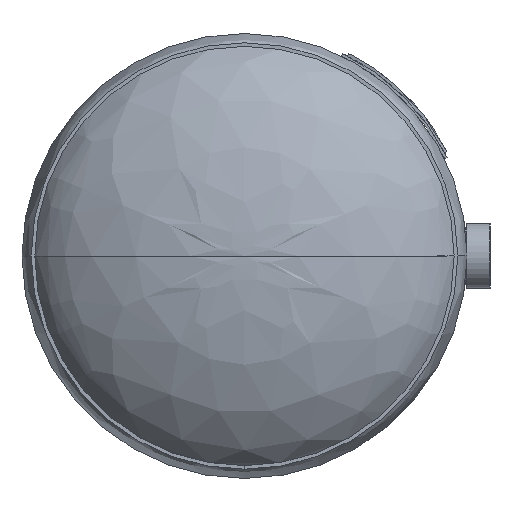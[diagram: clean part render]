
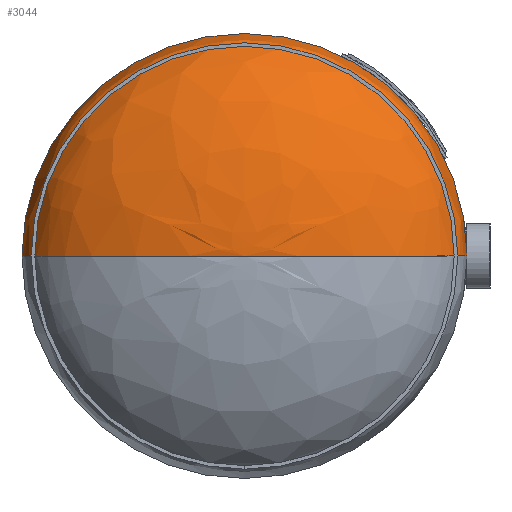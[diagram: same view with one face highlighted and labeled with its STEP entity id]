
A CAD part, left-side view. The second image highlights one B-rep face of the part: STEP entity #3044.
In plain terms, the highlighted free-form (B-spline) face has degree [3, 3] with [4, 4] control points.
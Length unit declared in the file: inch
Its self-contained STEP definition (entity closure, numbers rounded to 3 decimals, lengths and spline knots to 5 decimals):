
#67 = CARTESIAN_POINT ( 'NONE',  ( 0., 1.0125, 0. ) ) ;
#383 = CARTESIAN_POINT ( 'NONE',  ( -3.51472, 4.062, 0. ) ) ;
#403 = VERTEX_POINT ( 'NONE', #1555 ) ;
#418 = CARTESIAN_POINT ( 'NONE',  ( 3.51472, 4.062, 7.02944 ) ) ;
#832 = EDGE_LOOP ( 'NONE', ( #1408, #6756, #2201, #1027 ) ) ;
#1022 = VERTEX_POINT ( 'NONE', #4596 ) ;
#1027 = ORIENTED_EDGE ( 'NONE', *, *, #2061, .F. ) ;
#1408 = ORIENTED_EDGE ( 'NONE', *, *, #4207, .F. ) ;
#1463 = CARTESIAN_POINT ( 'NONE',  ( 0., 4.062, 0. ) ) ;
#1555 = CARTESIAN_POINT ( 'NONE',  ( -6., 1.0125, 0. ) ) ;
#1817 = CARTESIAN_POINT ( 'NONE',  ( 0., 4.062, 0. ) ) ;
#2031 = CARTESIAN_POINT ( 'NONE',  ( 0., 4.062, 0. ) ) ;
#2061 = EDGE_CURVE ( 'NONE', #2893, #1022, #6085, .T. ) ;
#2133 = CARTESIAN_POINT ( 'NONE',  ( 6., 1.0125, 0. ) ) ;
#2201 = ORIENTED_EDGE ( 'NONE', *, *, #7061, .F. ) ;
#2282 = EDGE_CURVE ( 'NONE', #7478, #403, #3679, .T. ) ;
#2314 = CARTESIAN_POINT ( 'NONE',  ( -6., 2.79886, 0. ) ) ;
#2321 = DIRECTION ( 'NONE',  ( 0., -1., 0. ) ) ;
#2716 = CARTESIAN_POINT ( 'NONE',  ( 6., 2.79886, 12. ) ) ;
#2749 = CARTESIAN_POINT ( 'NONE',  ( 6., 2.79886, 0. ) ) ;
#2784 = CARTESIAN_POINT ( 'NONE',  ( -6., 1.0125, 12. ) ) ;
#2893 = VERTEX_POINT ( 'NONE', #6728 ) ;
#2968 = CARTESIAN_POINT ( 'NONE',  ( -6., 2.79886, 12. ) ) ;
#3044 = ADVANCED_FACE ( 'NONE', ( #4900 ), #7288, .F. ) ;
#3327 = CARTESIAN_POINT ( 'NONE',  ( -6., 2.79886, 0. ) ) ;
#3421 = DIRECTION ( 'NONE',  ( 0., 0., -1. ) ) ;
#3554 = AXIS2_PLACEMENT_3D ( 'NONE', #67, #2321, #4118 ) ;
#3679 =( BOUNDED_CURVE ( )  B_SPLINE_CURVE ( 3, ( #1817, #5218, #2314, #4646 ),
 .UNSPECIFIED., .F., .T. ) 
 B_SPLINE_CURVE_WITH_KNOTS ( ( 4, 4 ),
 ( 1.5708, 3.14159 ),
 .UNSPECIFIED. ) 
 CURVE ( )  GEOMETRIC_REPRESENTATION_ITEM ( )  RATIONAL_B_SPLINE_CURVE ( ( 1., 0.805, 0.805, 1. ) ) 
 REPRESENTATION_ITEM ( '' )  );
#3755 = CARTESIAN_POINT ( 'NONE',  ( 0., 4.062, 0. ) ) ;
#3761 = AXIS2_PLACEMENT_3D ( 'NONE', #4571, #6193, #3421 ) ;
#3792 = CARTESIAN_POINT ( 'NONE',  ( 3.51472, 4.062, 0. ) ) ;
#3936 = CARTESIAN_POINT ( 'NONE',  ( 0., 4.062, 0. ) ) ;
#4118 = DIRECTION ( 'NONE',  ( 0., 0., -1. ) ) ;
#4207 = EDGE_CURVE ( 'NONE', #7478, #2893, #4458, .T. ) ;
#4366 = CARTESIAN_POINT ( 'NONE',  ( 0., 4.062, 0. ) ) ;
#4458 =( BOUNDED_CURVE ( )  B_SPLINE_CURVE ( 3, ( #3936, #6170, #2749, #4981 ),
 .UNSPECIFIED., .F., .F. ) 
 B_SPLINE_CURVE_WITH_KNOTS ( ( 4, 4 ),
 ( 1.5708, 3.14159 ),
 .UNSPECIFIED. ) 
 CURVE ( )  GEOMETRIC_REPRESENTATION_ITEM ( )  RATIONAL_B_SPLINE_CURVE ( ( 1., 0.805, 0.805, 1. ) ) 
 REPRESENTATION_ITEM ( '' )  );
#4571 = CARTESIAN_POINT ( 'NONE',  ( 0., 1.0125, 0. ) ) ;
#4596 = CARTESIAN_POINT ( 'NONE',  ( 0., 1.0125, 6. ) ) ;
#4646 = CARTESIAN_POINT ( 'NONE',  ( -6., 1.0125, 0. ) ) ;
#4730 = CARTESIAN_POINT ( 'NONE',  ( 6., 1.0125, 12. ) ) ;
#4874 = CARTESIAN_POINT ( 'NONE',  ( 0., 4.062, 0. ) ) ;
#4900 = FACE_OUTER_BOUND ( 'NONE', #832, .T. ) ;
#4981 = CARTESIAN_POINT ( 'NONE',  ( 6., 1.0125, 0. ) ) ;
#5218 = CARTESIAN_POINT ( 'NONE',  ( -3.51472, 4.062, 0. ) ) ;
#6085 = CIRCLE ( 'NONE', #3761, 6. ) ;
#6170 = CARTESIAN_POINT ( 'NONE',  ( 3.51472, 4.062, 0. ) ) ;
#6193 = DIRECTION ( 'NONE',  ( 0., -1., 0. ) ) ;
#6244 = CIRCLE ( 'NONE', #3554, 6. ) ;
#6305 = CARTESIAN_POINT ( 'NONE',  ( -6., 1.0125, 0. ) ) ;
#6728 = CARTESIAN_POINT ( 'NONE',  ( 6., 1.0125, 0. ) ) ;
#6756 = ORIENTED_EDGE ( 'NONE', *, *, #2282, .T. ) ;
#7061 = EDGE_CURVE ( 'NONE', #1022, #403, #6244, .T. ) ;
#7288 =( BOUNDED_SURFACE ( )  B_SPLINE_SURFACE ( 3, 3, ( 
 ( #3755, #2031, #4366, #1463 ),
 ( #3792, #418, #7406, #383 ),
 ( #7370, #2716, #2968, #3327 ),
 ( #2133, #4730, #2784, #6305 ) ),
 .UNSPECIFIED., .F., .F., .F. ) 
 B_SPLINE_SURFACE_WITH_KNOTS ( ( 4, 4 ),
 ( 4, 4 ),
 ( 0., 1. ),
 ( 0., 1. ),
 .UNSPECIFIED. ) 
 GEOMETRIC_REPRESENTATION_ITEM ( )  RATIONAL_B_SPLINE_SURFACE ( (
 ( 1., 0.333, 0.333, 1.),
 ( 0.805, 0.268, 0.268, 0.805),
 ( 0.805, 0.268, 0.268, 0.805),
 ( 1., 0.333, 0.333, 1.) ) ) 
 REPRESENTATION_ITEM ( '' )  SURFACE ( )  );
#7370 = CARTESIAN_POINT ( 'NONE',  ( 6., 2.79886, 0. ) ) ;
#7406 = CARTESIAN_POINT ( 'NONE',  ( -3.51472, 4.062, 7.02944 ) ) ;
#7478 = VERTEX_POINT ( 'NONE', #4874 ) ;
